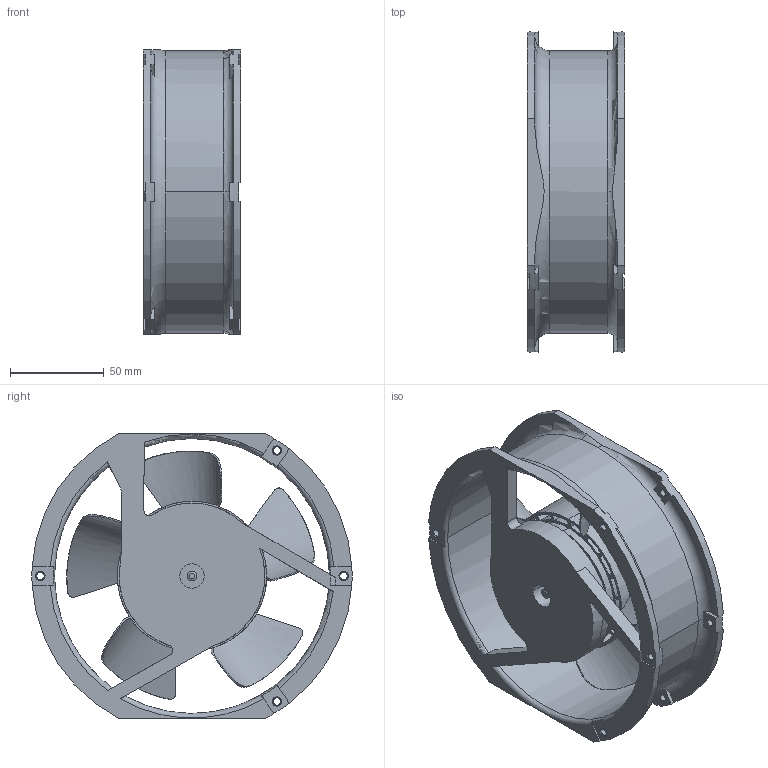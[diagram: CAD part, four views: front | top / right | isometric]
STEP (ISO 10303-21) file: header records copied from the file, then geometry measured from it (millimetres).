
FILE_DESCRIPTION((''),'2;1');
FILE_NAME('17251_ASM_ASM','2019-04-25T',('Administrator'),(''),'PRO/ENGINEER BY PARAMETRIC TECHNOLOGY CORPORATION, 2009440','PRO/ENGINEER BY PARAMETRIC TECHNOLOGY CORPORATION, 2009440','');
FILE_SCHEMA(('CONFIG_CONTROL_DESIGN'));
Length unit declared in the file: millimetre
Products named in the file (4): PRT0001_7; 17251-5YE-2B_1; 17251_ASM_1_ASM; 17251_ASM_ASM
Assembly tree (3 placements, depth 3):
  17251_ASM_ASM
    17251_ASM_1_ASM
      PRT0001_7
      17251-5YE-2B_1
Bounding box: 52 x 171 x 152 mm (x, y, z)
Volume: 173932.4 mm3; surface area: 136833.5 mm2
Topology: 2 solids, 3 shells, 461 faces, 1289 edges, 864 vertices
Faces by surface type: plane 196, cylinder 142, bspline 54, torus 40, cone 26, extrusion 3
Entity records: 18647 total; most frequent: CARTESIAN_POINT 6736, ORIENTED_EDGE 2578, DIRECTION 2414, EDGE_CURVE 1289, AXIS2_PLACEMENT_3D 974, VERTEX_POINT 864, CIRCLE 561, EDGE_LOOP 517
